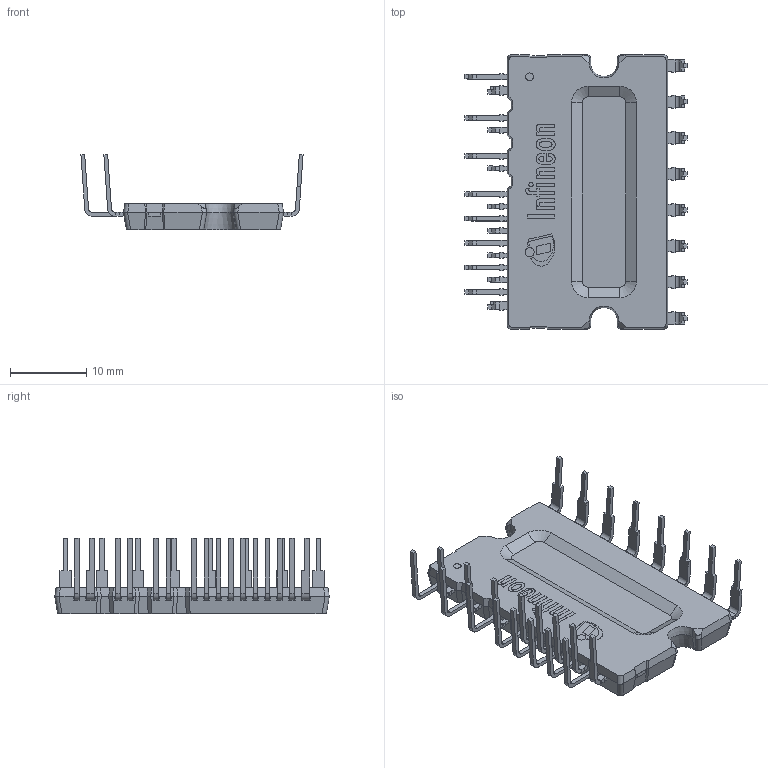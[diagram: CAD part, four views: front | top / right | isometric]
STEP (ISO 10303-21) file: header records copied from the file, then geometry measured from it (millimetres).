
FILE_DESCRIPTION(/* description */ (''),/* implementation_level */ '2;1');
FILE_NAME(/* name */ 'PG-MDIP-24-12_Z8B00193433_V01_3D.stp',/* time_stamp */ '2019-06-19T13:04:47+06:00',/* author */ ('janartha'),/* organization */ (''),/* preprocessor_version */ 'ST-DEVELOPER v16.13',/* originating_system */ 'AutoCAD Mechanical',/* authorisation */ '');
FILE_SCHEMA (('AUTOMOTIVE_DESIGN { 1 0 10303 214 3 1 1 }'));
Length unit declared in the file: millimetre
Products named in the file (1): Product
Bounding box: 29.12 x 36 x 9.85 mm (x, y, z)
Volume: 2374.3 mm3; surface area: 4021.9 mm2
Topology: 41 solids, 41 shells, 791 faces, 2115 edges, 1411 vertices
Faces by surface type: plane 598, cylinder 182, cone 11
Full cylindrical faces by diameter (mm): 0.568 x1, 1 x2, 1.172 x1
Entity records: 24470 total; most frequent: CARTESIAN_POINT 4305, ORIENTED_EDGE 4210, DIRECTION 4079, EDGE_CURVE 2105, LINE 1715, VECTOR 1715, VERTEX_POINT 1408, AXIS2_PLACEMENT_3D 1182
